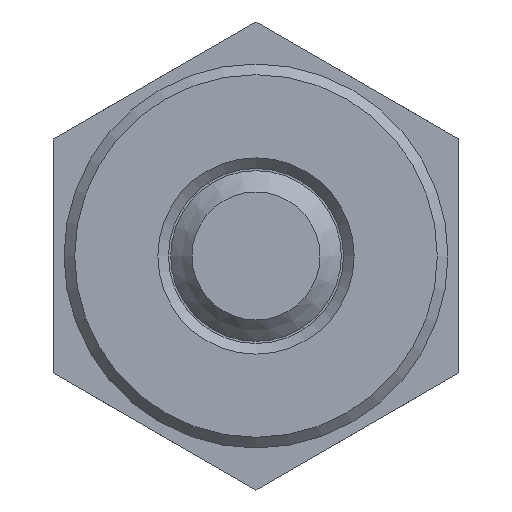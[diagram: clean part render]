
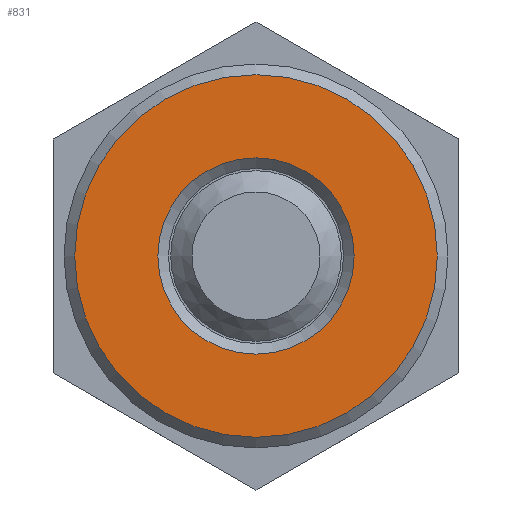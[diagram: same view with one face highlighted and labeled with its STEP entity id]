
A CAD part, front view. The second image highlights one B-rep face of the part: STEP entity #831.
In plain terms, the highlighted planar face has unit normal (0, -1, 0).
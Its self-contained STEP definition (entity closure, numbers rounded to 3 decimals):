
#800=CARTESIAN_POINT('',(8.5,11.45,0.));
#801=VERTEX_POINT('',#800);
#802=CARTESIAN_POINT('',(0.,11.45,0.0));
#803=DIRECTION('',(0.0,1.0,0.0));
#804=DIRECTION('',(-1.0,0.0,0.0));
#805=AXIS2_PLACEMENT_3D('',#802,#803,#804);
#806=CIRCLE('',#805,8.5);
#807=EDGE_CURVE('',#801,#801,#806,.T.);
#812=CARTESIAN_POINT('',(0.,11.45,0.0));
#813=DIRECTION('',(0.0,-1.0,0.0));
#814=DIRECTION('',(-1.0,0.0,0.0));
#815=AXIS2_PLACEMENT_3D('',#812,#813,#814);
#816=PLANE('',#815);
#817=ORIENTED_EDGE('',*,*,#807,.F.);
#818=EDGE_LOOP('',(#817));
#819=FACE_OUTER_BOUND('',#818,.T.);
#820=CARTESIAN_POINT('',(4.6,11.45,0.));
#821=VERTEX_POINT('',#820);
#822=CARTESIAN_POINT('',(0.,11.45,0.0));
#823=DIRECTION('',(0.0,-1.0,0.0));
#824=DIRECTION('',(-1.0,0.0,0.0));
#825=AXIS2_PLACEMENT_3D('',#822,#823,#824);
#826=CIRCLE('',#825,4.6);
#827=EDGE_CURVE('',#821,#821,#826,.T.);
#828=ORIENTED_EDGE('',*,*,#827,.F.);
#829=EDGE_LOOP('',(#828));
#830=FACE_BOUND('',#829,.T.);
#831=ADVANCED_FACE('',(#819,#830),#816,.T.);
